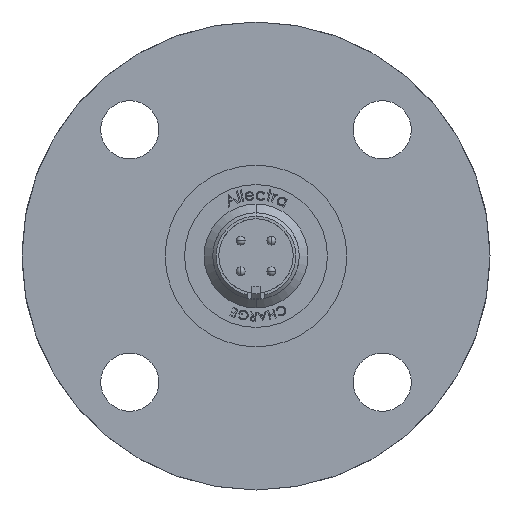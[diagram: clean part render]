
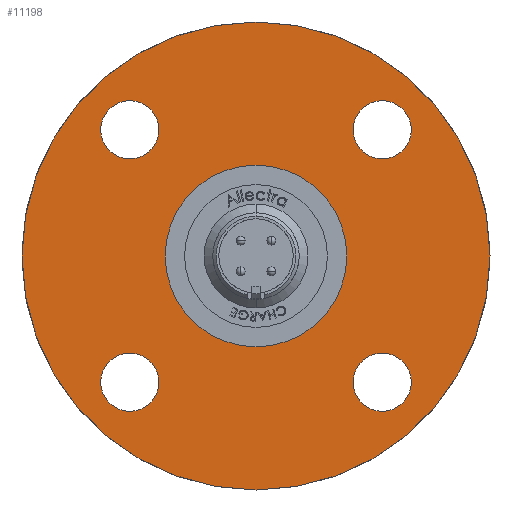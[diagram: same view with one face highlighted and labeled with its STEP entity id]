
A CAD part, front view. The second image highlights one B-rep face of the part: STEP entity #11198.
In plain terms, the highlighted planar face has unit normal (0, -1, 0).
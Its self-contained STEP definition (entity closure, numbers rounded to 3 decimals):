
#76 = VERTEX_POINT ( 'NONE', #612 ) ;
#113 = EDGE_CURVE ( 'NONE', #11417, #6796, #10985, .T. ) ;
#146 = DIRECTION ( 'NONE',  ( 0., 1., 0. ) ) ;
#200 = EDGE_CURVE ( 'NONE', #10556, #3146, #2301, .T. ) ;
#210 = CARTESIAN_POINT ( 'NONE',  ( 11.228, -11.5, -14.593 ) ) ;
#250 = DIRECTION ( 'NONE',  ( 0., 0., 1. ) ) ;
#406 = CIRCLE ( 'NONE', #4475, 3.365 ) ;
#446 = EDGE_LOOP ( 'NONE', ( #4593, #8761 ) ) ;
#501 = DIRECTION ( 'NONE',  ( 0., 1., 0. ) ) ;
#612 = CARTESIAN_POINT ( 'NONE',  ( 0., -11.5, 27.051 ) ) ;
#725 = EDGE_LOOP ( 'NONE', ( #1594, #5385 ) ) ;
#944 = DIRECTION ( 'NONE',  ( 0., 1., 0. ) ) ;
#997 = EDGE_CURVE ( 'NONE', #3146, #10556, #9543, .T. ) ;
#999 = AXIS2_PLACEMENT_3D ( 'NONE', #4106, #7028, #4191 ) ;
#1179 = DIRECTION ( 'NONE',  ( 0., 0., -1. ) ) ;
#1353 = CIRCLE ( 'NONE', #9093, 3.365 ) ;
#1373 = CIRCLE ( 'NONE', #10320, 10.5 ) ;
#1384 = DIRECTION ( 'NONE',  ( 0., 1., 0. ) ) ;
#1581 = ORIENTED_EDGE ( 'NONE', *, *, #5456, .T. ) ;
#1594 = ORIENTED_EDGE ( 'NONE', *, *, #113, .F. ) ;
#1699 = FACE_OUTER_BOUND ( 'NONE', #7725, .T. ) ;
#1854 = EDGE_CURVE ( 'NONE', #7620, #3683, #406, .T. ) ;
#2117 = FACE_BOUND ( 'NONE', #5486, .T. ) ;
#2136 = AXIS2_PLACEMENT_3D ( 'NONE', #3762, #10165, #4669 ) ;
#2145 = AXIS2_PLACEMENT_3D ( 'NONE', #4037, #501, #2291 ) ;
#2291 = DIRECTION ( 'NONE',  ( 0., 0., 1. ) ) ;
#2301 = CIRCLE ( 'NONE', #3224, 3.365 ) ;
#2382 = CARTESIAN_POINT ( 'NONE',  ( 0., -11.5, -10.5 ) ) ;
#2551 = FACE_BOUND ( 'NONE', #725, .T. ) ;
#2556 = CIRCLE ( 'NONE', #9412, 3.365 ) ;
#2807 = DIRECTION ( 'NONE',  ( 0., 1., 0. ) ) ;
#2812 = DIRECTION ( 'NONE',  ( 0., 0., 1. ) ) ;
#2825 = FACE_BOUND ( 'NONE', #4724, .T. ) ;
#2842 = CARTESIAN_POINT ( 'NONE',  ( 14.593, -11.5, -14.593 ) ) ;
#2919 = DIRECTION ( 'NONE',  ( 1., 0., 0. ) ) ;
#3146 = VERTEX_POINT ( 'NONE', #7001 ) ;
#3177 = ORIENTED_EDGE ( 'NONE', *, *, #3680, .F. ) ;
#3224 = AXIS2_PLACEMENT_3D ( 'NONE', #10996, #146, #6401 ) ;
#3463 = CARTESIAN_POINT ( 'NONE',  ( -14.593, -11.5, -14.593 ) ) ;
#3577 = DIRECTION ( 'NONE',  ( 0., 1., 0. ) ) ;
#3605 = ORIENTED_EDGE ( 'NONE', *, *, #5825, .T. ) ;
#3680 = EDGE_CURVE ( 'NONE', #4224, #76, #7255, .T. ) ;
#3683 = VERTEX_POINT ( 'NONE', #8283 ) ;
#3762 = CARTESIAN_POINT ( 'NONE',  ( 14.593, -11.5, -14.593 ) ) ;
#3856 = DIRECTION ( 'NONE',  ( 0., 0., -1. ) ) ;
#3898 = CARTESIAN_POINT ( 'NONE',  ( 0., -11.5, 0. ) ) ;
#3900 = PLANE ( 'NONE',  #4482 ) ;
#3926 = CARTESIAN_POINT ( 'NONE',  ( 0., -11.5, 10.5 ) ) ;
#3928 = FACE_BOUND ( 'NONE', #4545, .T. ) ;
#4037 = CARTESIAN_POINT ( 'NONE',  ( 14.593, -11.5, 14.593 ) ) ;
#4106 = CARTESIAN_POINT ( 'NONE',  ( -14.593, -11.5, 14.593 ) ) ;
#4191 = DIRECTION ( 'NONE',  ( -1., 0., 0. ) ) ;
#4224 = VERTEX_POINT ( 'NONE', #6868 ) ;
#4259 = VERTEX_POINT ( 'NONE', #11266 ) ;
#4363 = CIRCLE ( 'NONE', #7878, 3.365 ) ;
#4475 = AXIS2_PLACEMENT_3D ( 'NONE', #3463, #3577, #9853 ) ;
#4482 = AXIS2_PLACEMENT_3D ( 'NONE', #6592, #7504, #250 ) ;
#4545 = EDGE_LOOP ( 'NONE', ( #1581, #6662 ) ) ;
#4593 = ORIENTED_EDGE ( 'NONE', *, *, #997, .T. ) ;
#4669 = DIRECTION ( 'NONE',  ( 1., 0., 0. ) ) ;
#4724 = EDGE_LOOP ( 'NONE', ( #10257, #4786 ) ) ;
#4786 = ORIENTED_EDGE ( 'NONE', *, *, #9098, .T. ) ;
#5186 = DIRECTION ( 'NONE',  ( 0., -1., 0. ) ) ;
#5226 = CARTESIAN_POINT ( 'NONE',  ( 0., -11.5, 0. ) ) ;
#5385 = ORIENTED_EDGE ( 'NONE', *, *, #6666, .F. ) ;
#5456 = EDGE_CURVE ( 'NONE', #6674, #4259, #11232, .T. ) ;
#5486 = EDGE_LOOP ( 'NONE', ( #3605, #7190 ) ) ;
#5736 = CARTESIAN_POINT ( 'NONE',  ( 14.593, -11.5, 17.958 ) ) ;
#5742 = ORIENTED_EDGE ( 'NONE', *, *, #8932, .F. ) ;
#5825 = EDGE_CURVE ( 'NONE', #3683, #7620, #2556, .T. ) ;
#5860 = CARTESIAN_POINT ( 'NONE',  ( 0., -11.5, 0. ) ) ;
#6111 = EDGE_CURVE ( 'NONE', #4259, #6674, #4363, .T. ) ;
#6243 = AXIS2_PLACEMENT_3D ( 'NONE', #5226, #5186, #11643 ) ;
#6401 = DIRECTION ( 'NONE',  ( -1., 0., 0. ) ) ;
#6425 = DIRECTION ( 'NONE',  ( 0., -1., 0. ) ) ;
#6439 = CIRCLE ( 'NONE', #9821, 27.051 ) ;
#6458 = DIRECTION ( 'NONE',  ( 0., 0., 1. ) ) ;
#6592 = CARTESIAN_POINT ( 'NONE',  ( 0., -11.5, 0. ) ) ;
#6662 = ORIENTED_EDGE ( 'NONE', *, *, #6111, .T. ) ;
#6666 = EDGE_CURVE ( 'NONE', #6796, #11417, #1373, .T. ) ;
#6674 = VERTEX_POINT ( 'NONE', #210 ) ;
#6796 = VERTEX_POINT ( 'NONE', #3926 ) ;
#6868 = CARTESIAN_POINT ( 'NONE',  ( 0., -11.5, -27.051 ) ) ;
#6930 = FACE_BOUND ( 'NONE', #446, .T. ) ;
#6931 = CARTESIAN_POINT ( 'NONE',  ( -11.228, -11.5, 14.593 ) ) ;
#7001 = CARTESIAN_POINT ( 'NONE',  ( -17.958, -11.5, 14.593 ) ) ;
#7028 = DIRECTION ( 'NONE',  ( 0., 1., 0. ) ) ;
#7190 = ORIENTED_EDGE ( 'NONE', *, *, #1854, .T. ) ;
#7255 = CIRCLE ( 'NONE', #7433, 27.051 ) ;
#7301 = DIRECTION ( 'NONE',  ( 0., 1., 0. ) ) ;
#7433 = AXIS2_PLACEMENT_3D ( 'NONE', #8321, #944, #6458 ) ;
#7504 = DIRECTION ( 'NONE',  ( 0., 1., 0. ) ) ;
#7620 = VERTEX_POINT ( 'NONE', #8788 ) ;
#7725 = EDGE_LOOP ( 'NONE', ( #5742, #3177 ) ) ;
#7735 = DIRECTION ( 'NONE',  ( 0., 0., 1. ) ) ;
#7878 = AXIS2_PLACEMENT_3D ( 'NONE', #2842, #2807, #2919 ) ;
#8208 = CARTESIAN_POINT ( 'NONE',  ( 14.593, -11.5, 14.593 ) ) ;
#8283 = CARTESIAN_POINT ( 'NONE',  ( -14.593, -11.5, -11.228 ) ) ;
#8292 = VERTEX_POINT ( 'NONE', #5736 ) ;
#8321 = CARTESIAN_POINT ( 'NONE',  ( 0., -11.5, 0. ) ) ;
#8557 = CARTESIAN_POINT ( 'NONE',  ( 14.593, -11.5, 11.228 ) ) ;
#8605 = CIRCLE ( 'NONE', #2145, 3.365 ) ;
#8761 = ORIENTED_EDGE ( 'NONE', *, *, #200, .T. ) ;
#8788 = CARTESIAN_POINT ( 'NONE',  ( -14.593, -11.5, -17.958 ) ) ;
#8932 = EDGE_CURVE ( 'NONE', #76, #4224, #6439, .T. ) ;
#9093 = AXIS2_PLACEMENT_3D ( 'NONE', #8208, #7301, #2812 ) ;
#9098 = EDGE_CURVE ( 'NONE', #10004, #8292, #1353, .T. ) ;
#9340 = EDGE_CURVE ( 'NONE', #8292, #10004, #8605, .T. ) ;
#9387 = CARTESIAN_POINT ( 'NONE',  ( -14.593, -11.5, -14.593 ) ) ;
#9412 = AXIS2_PLACEMENT_3D ( 'NONE', #9387, #11173, #1179 ) ;
#9543 = CIRCLE ( 'NONE', #999, 3.365 ) ;
#9821 = AXIS2_PLACEMENT_3D ( 'NONE', #5860, #1384, #7735 ) ;
#9853 = DIRECTION ( 'NONE',  ( 0., 0., -1. ) ) ;
#10004 = VERTEX_POINT ( 'NONE', #8557 ) ;
#10165 = DIRECTION ( 'NONE',  ( 0., 1., 0. ) ) ;
#10257 = ORIENTED_EDGE ( 'NONE', *, *, #9340, .T. ) ;
#10320 = AXIS2_PLACEMENT_3D ( 'NONE', #3898, #6425, #3856 ) ;
#10556 = VERTEX_POINT ( 'NONE', #6931 ) ;
#10985 = CIRCLE ( 'NONE', #6243, 10.5 ) ;
#10996 = CARTESIAN_POINT ( 'NONE',  ( -14.593, -11.5, 14.593 ) ) ;
#11173 = DIRECTION ( 'NONE',  ( 0., 1., 0. ) ) ;
#11198 = ADVANCED_FACE ( 'NONE', ( #2551, #6930, #2117, #3928, #2825, #1699 ), #3900, .F. ) ;
#11232 = CIRCLE ( 'NONE', #2136, 3.365 ) ;
#11266 = CARTESIAN_POINT ( 'NONE',  ( 17.958, -11.5, -14.593 ) ) ;
#11417 = VERTEX_POINT ( 'NONE', #2382 ) ;
#11643 = DIRECTION ( 'NONE',  ( 0., 0., -1. ) ) ;
